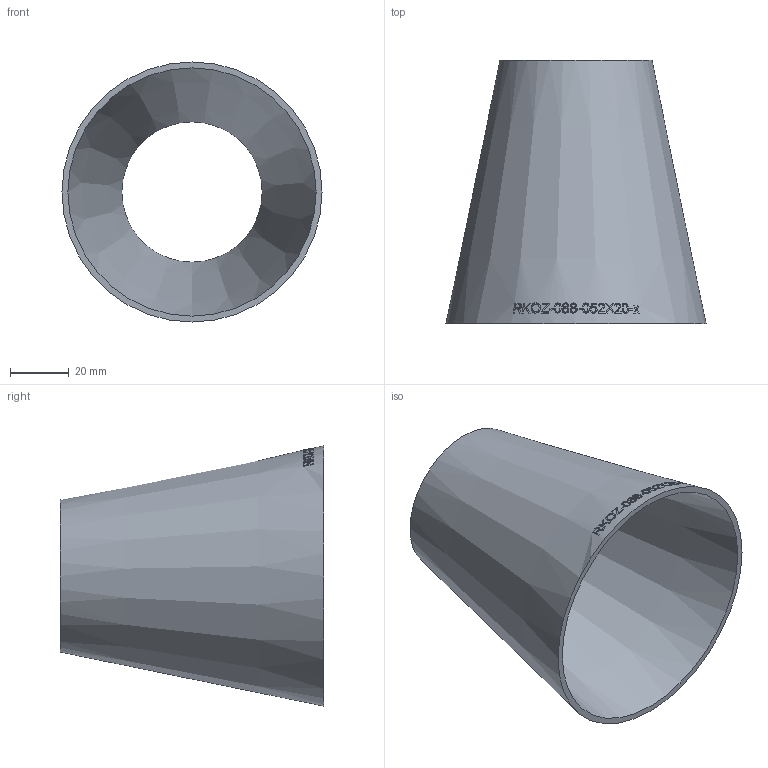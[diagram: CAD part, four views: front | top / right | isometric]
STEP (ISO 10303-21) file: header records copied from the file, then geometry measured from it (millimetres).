
FILE_DESCRIPTION (( 'STEP AP214' ), '1' );
FILE_NAME ('RKOZ-088-052X20-x Reduzierung aus Blech ISO-sonstige 2007.STEP', '2020-07-21T11:31:21', ( '' ), ( '' ), 'SwSTEP 2.0', 'SolidWorks 2019', '' );
FILE_SCHEMA (( 'AUTOMOTIVE_DESIGN' ));
Length unit declared in the file: millimetre
Products named in the file (1): RKOZ-088-052X20-x Reduzierung aus Blech ISO-sonstige 2007
Bounding box: 88.9 x 90 x 88.9 mm (x, y, z)
Volume: 39412.6 mm3; surface area: 40370 mm2
Topology: 1 solids, 1 shells, 228 faces, 600 edges, 400 vertices
Faces by surface type: bspline 198, cone 28, plane 2
Entity records: 29630 total; most frequent: CARTESIAN_POINT 23358, ORIENTED_EDGE 1196, EDGE_CURVE 598, B_SPLINE_CURVE_WITH_KNOTS 594, VERTEX_POINT 400, EDGE_LOOP 258, FACE_OUTER_BOUND 228, ADVANCED_FACE 228
